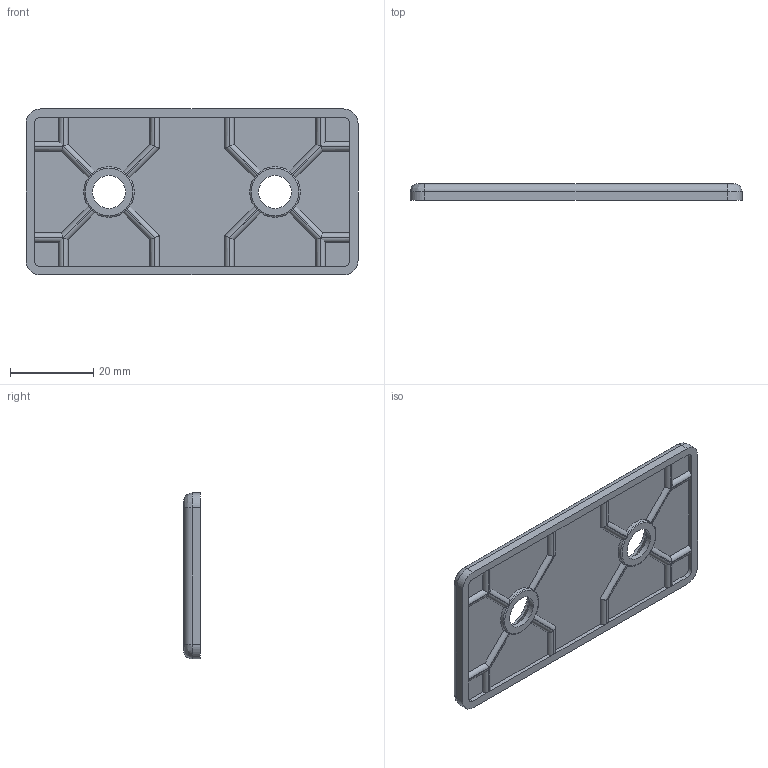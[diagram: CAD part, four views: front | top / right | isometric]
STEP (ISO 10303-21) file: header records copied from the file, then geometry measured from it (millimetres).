
FILE_DESCRIPTION( ( 'STEP AP203' ), '1' );
FILE_NAME( '091348.stp', '2021-11-23T07:00:33', ( 'License CC BY-ND 4.0' ), ( 'CADENAS' ), ' ', 'PARTsolutions', ' ' );
FILE_SCHEMA( ( 'CONFIG_CONTROL_DESIGN' ) );
Length unit declared in the file: millimetre
Products named in the file (1): _091348
Bounding box: 80 x 4 x 40 mm (x, y, z)
Volume: 9729.5 mm3; surface area: 7495.8 mm2
Topology: 1 solids, 1 shells, 111 faces, 282 edges, 184 vertices
Faces by surface type: cylinder 56, plane 33, cone 10, torus 8, bspline 4
Full cylindrical faces by diameter (mm): 8 x2, 12 x2
Entity records: 3526 total; most frequent: CARTESIAN_POINT 792, DIRECTION 564, ORIENTED_EDGE 552, EDGE_CURVE 276, AXIS2_PLACEMENT_3D 212, VERTEX_POINT 184, LINE 140, VECTOR 140
